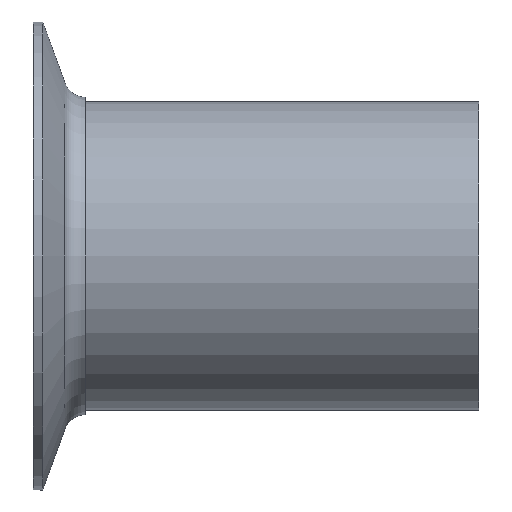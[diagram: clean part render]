
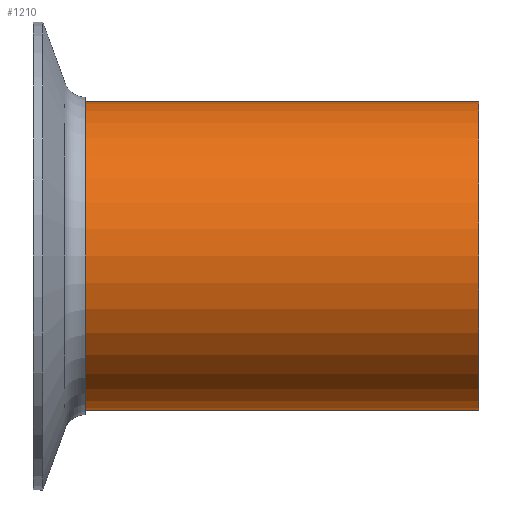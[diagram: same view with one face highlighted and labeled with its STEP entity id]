
A CAD part, left-side view. The second image highlights one B-rep face of the part: STEP entity #1210.
In plain terms, the highlighted cylindrical face has radius 20.75 mm (diameter 41.5 mm), a partial arc.
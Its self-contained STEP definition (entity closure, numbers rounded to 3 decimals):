
#41 = DIRECTION ( 'NONE',  ( 0., 1., 0. ) ) ;
#54 = CYLINDRICAL_SURFACE ( 'NONE', #814, 20.75 ) ;
#61 = DIRECTION ( 'NONE',  ( 0., 1., 0. ) ) ;
#136 = VECTOR ( 'NONE', #61, 1000. ) ;
#140 = EDGE_CURVE ( 'NONE', #919, #1237, #161, .T. ) ;
#148 = CARTESIAN_POINT ( 'NONE',  ( 0., 236.687, 0. ) ) ;
#155 = CARTESIAN_POINT ( 'NONE',  ( 0., 53., -20.75 ) ) ;
#161 = LINE ( 'NONE', #596, #136 ) ;
#220 = DIRECTION ( 'NONE',  ( 0., 0., 1. ) ) ;
#221 = CARTESIAN_POINT ( 'NONE',  ( 0., 0., -20.75 ) ) ;
#233 = ORIENTED_EDGE ( 'NONE', *, *, #140, .F. ) ;
#235 = DIRECTION ( 'NONE',  ( 0., 1., 0. ) ) ;
#350 = DIRECTION ( 'NONE',  ( 0., 0., 1. ) ) ;
#402 = DIRECTION ( 'NONE',  ( 0., 1., 0. ) ) ;
#450 = EDGE_CURVE ( 'NONE', #919, #491, #765, .T. ) ;
#491 = VERTEX_POINT ( 'NONE', #845 ) ;
#514 = ORIENTED_EDGE ( 'NONE', *, *, #1080, .T. ) ;
#551 = CARTESIAN_POINT ( 'NONE',  ( 0., 53., 20.75 ) ) ;
#571 = FACE_OUTER_BOUND ( 'NONE', #865, .T. ) ;
#584 = ORIENTED_EDGE ( 'NONE', *, *, #450, .T. ) ;
#596 = CARTESIAN_POINT ( 'NONE',  ( 0., 236.687, -20.75 ) ) ;
#613 = LINE ( 'NONE', #1336, #1054 ) ;
#671 = DIRECTION ( 'NONE',  ( 0., 0., 1. ) ) ;
#765 = CIRCLE ( 'NONE', #1047, 20.75 ) ;
#814 = AXIS2_PLACEMENT_3D ( 'NONE', #148, #41, #350 ) ;
#845 = CARTESIAN_POINT ( 'NONE',  ( 0., 0., 20.75 ) ) ;
#865 = EDGE_LOOP ( 'NONE', ( #233, #584, #514, #1188 ) ) ;
#919 = VERTEX_POINT ( 'NONE', #221 ) ;
#926 = EDGE_CURVE ( 'NONE', #1237, #1281, #1327, .T. ) ;
#1047 = AXIS2_PLACEMENT_3D ( 'NONE', #1070, #1180, #220 ) ;
#1054 = VECTOR ( 'NONE', #402, 1000. ) ;
#1070 = CARTESIAN_POINT ( 'NONE',  ( 0., 0., 0. ) ) ;
#1080 = EDGE_CURVE ( 'NONE', #491, #1281, #613, .T. ) ;
#1139 = AXIS2_PLACEMENT_3D ( 'NONE', #1181, #235, #671 ) ;
#1180 = DIRECTION ( 'NONE',  ( 0., 1., 0. ) ) ;
#1181 = CARTESIAN_POINT ( 'NONE',  ( 0., 53., 0. ) ) ;
#1188 = ORIENTED_EDGE ( 'NONE', *, *, #926, .F. ) ;
#1210 = ADVANCED_FACE ( 'NONE', ( #571 ), #54, .T. ) ;
#1237 = VERTEX_POINT ( 'NONE', #155 ) ;
#1281 = VERTEX_POINT ( 'NONE', #551 ) ;
#1327 = CIRCLE ( 'NONE', #1139, 20.75 ) ;
#1336 = CARTESIAN_POINT ( 'NONE',  ( 0., 236.687, 20.75 ) ) ;
